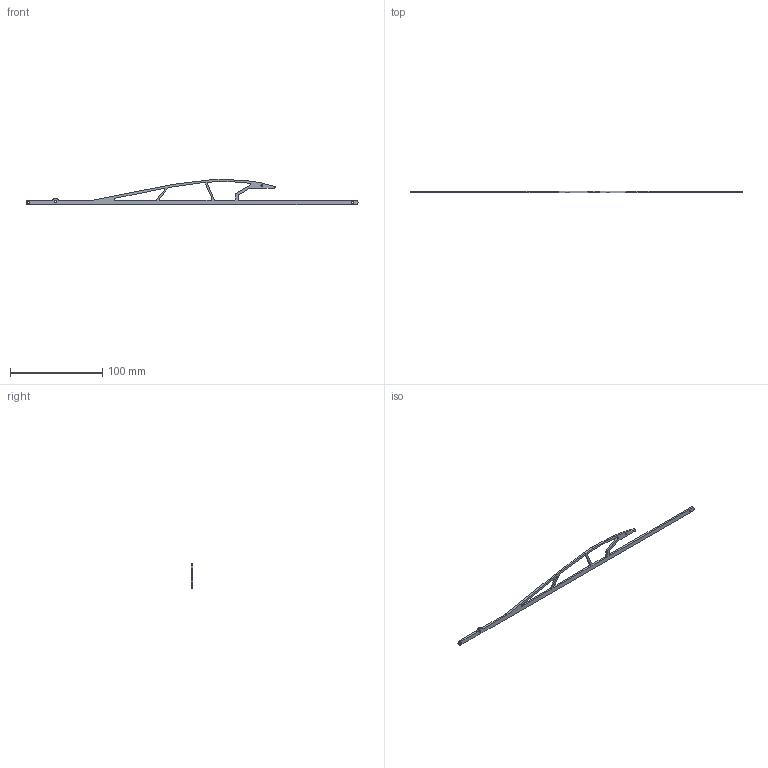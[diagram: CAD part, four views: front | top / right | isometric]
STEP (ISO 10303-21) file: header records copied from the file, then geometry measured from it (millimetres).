
FILE_DESCRIPTION(('CATIA V5 STEP Exchange'),'2;1');
FILE_NAME('Main support 1.stp','2024-11-23T09:29:14+00:00',('none'),('none'),'CATIA Version 5 Release 20 GA (IN-10)','CATIA V5 STEP AP203','none');
FILE_SCHEMA(('CONFIG_CONTROL_DESIGN'));
Length unit declared in the file: millimetre
Products named in the file (1): Ornithopter
Bounding box: 360 x 2 x 27.82 mm (x, y, z)
Volume: 5011.9 mm3; surface area: 7441 mm2
Topology: 1 solids, 1 shells, 56 faces, 162 edges, 108 vertices
Faces by surface type: cylinder 32, plane 20, extrusion 4
Entity records: 1918 total; most frequent: CARTESIAN_POINT 421, ORIENTED_EDGE 324, DIRECTION 244, EDGE_CURVE 162, AXIS2_PLACEMENT_3D 108, VERTEX_POINT 108, VECTOR 94, LINE 90
